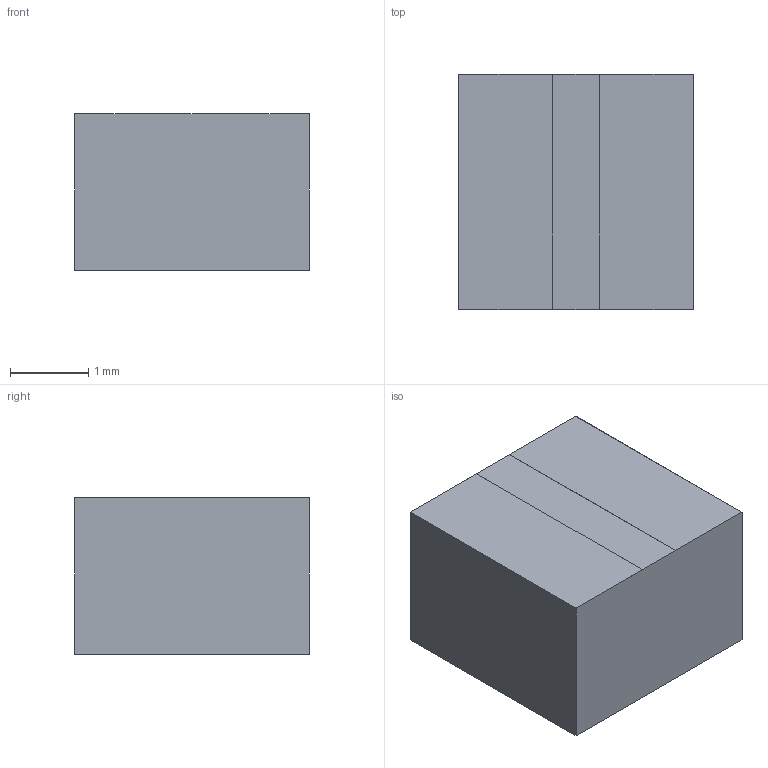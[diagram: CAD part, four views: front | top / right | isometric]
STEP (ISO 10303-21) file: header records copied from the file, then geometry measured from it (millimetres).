
FILE_DESCRIPTION(/* description */ ('Unknown'),/* implementation_level */ '2;1');
FILE_NAME(/* name */ 'WE-IndMAPI_SSMC-30xx',/* time_stamp */ '2019-07-08T16:05:21+02:00',/* author */ ('Unknown'),/* organization */ ('Unknown'),/* preprocessor_version */ 'ST-DEVELOPER v16.7',/* originating_system */ 'DEX',/* authorisation */ $);
FILE_SCHEMA (('AUTOMOTIVE_DESIGN {1 0 10303 214 3 1 1}'));
Length unit declared in the file: millimetre
Products named in the file (3): WE-IndMAPI_SSMC-30xx; body_SSMC_30xx; land_pattern_SSMC_30xx
Assembly tree (3 placements, depth 2):
  WE-IndMAPI_SSMC-30xx
    body_SSMC_30xx
    land_pattern_SSMC_30xx  x2
Bounding box: 3 x 3 x 2 mm (x, y, z)
Volume: 18 mm3; surface area: 56.4 mm2
Topology: 3 solids, 3 shells, 103 faces, 261 edges, 174 vertices
Faces by surface type: plane 91, bspline 12
Entity records: 3350 total; most frequent: CARTESIAN_POINT 1223, ORIENTED_EDGE 496, DIRECTION 284, EDGE_CURVE 248, VERTEX_POINT 166, B_SPLINE_CURVE_WITH_KNOTS 142, EDGE_LOOP 108, FACE_BOUND 108
